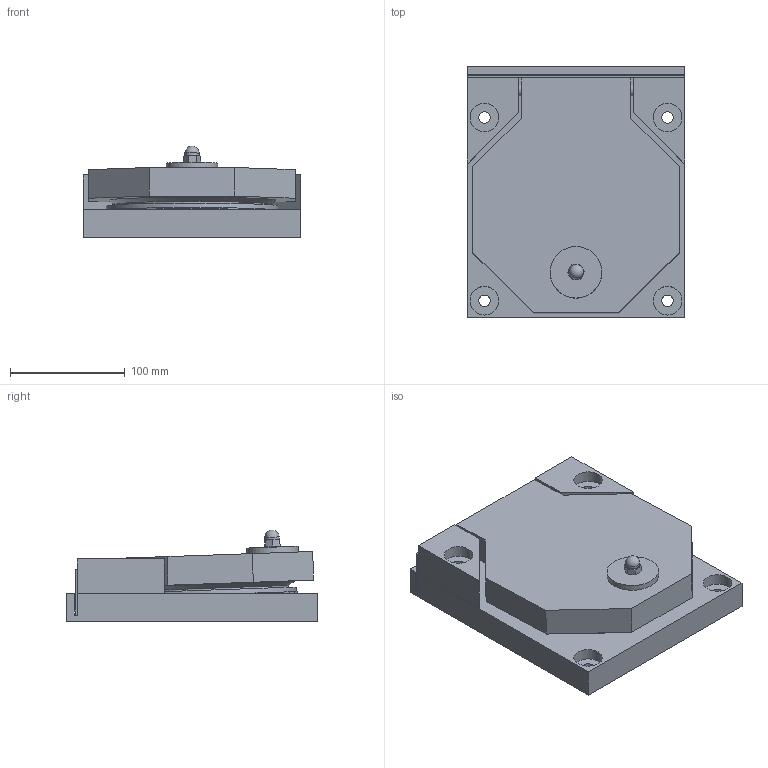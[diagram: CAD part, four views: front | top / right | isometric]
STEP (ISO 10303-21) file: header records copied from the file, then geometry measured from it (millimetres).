
FILE_DESCRIPTION(/* description */ ('Achterplaat'),/* implementation_level */ '2;1');
FILE_NAME(/* name */ '101Y0100.A.stp',/* time_stamp */ '2018-01-29T08:25:22+01:00',/* author */ ('BIDJOSLO'),/* organization */ ('KWT Waterbeheersing'),/* preprocessor_version */ 'ST-DEVELOPER v16.1',/* originating_system */ 'Autodesk Inventor 2016',/* authorisation */ '');
FILE_SCHEMA (('AUTOMOTIVE_DESIGN { 1 0 10303 214 3 1 1 }'));
Products named in the file (13): 101Y0100.10; 101Y0100.32; 101Y0100.11; 101Y0100.12; 101Y0100.13; 101Y0100.20; 101Y0100.31; 1140.SPLS.05x25VK; 1140.1587.08; 1140.7991.08x040; 1140.SPLS.05x40VK; 2340.8.5X45X5; 101Y0100.A
Assembly tree (16 placements, depth 2):
  101Y0100.A
    101Y0100.10
    101Y0100.32
    101Y0100.11
    101Y0100.12
    101Y0100.13
    101Y0100.20
    101Y0100.31
    1140.SPLS.05x25VK  x2
    1140.1587.08
    1140.7991.08x040
    1140.SPLS.05x40VK  x4
    2340.8.5X45X5
Bounding box: 190 x 220 x 80.25 mm (x, y, z)
Volume: 1670515 mm3; surface area: 295632.1 mm2
Topology: 16 solids, 16 shells, 308 faces, 781 edges, 502 vertices
Faces by surface type: plane 132, cone 85, cylinder 40, bspline 26, torus 24, sphere 1
Full cylindrical faces by diameter (mm): 3 x2, 5.5 x6, 6.647 x1, 7 x4, 8 x1, 8.5 x1, 10 x8, 10.3 x6, 10.5 x2, 12.5 x1, 15.24 x1, 25 x4, 45 x1
Entity records: 37434 total; most frequent: CARTESIAN_POINT 32848, ORIENTED_EDGE 846, DIRECTION 846, EDGE_CURVE 423, AXIS2_PLACEMENT_3D 324, VERTEX_POINT 295, EDGE_LOOP 292, ADVANCED_FACE 204
